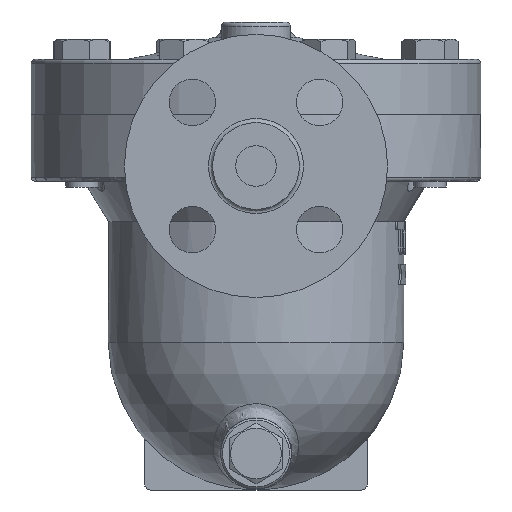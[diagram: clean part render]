
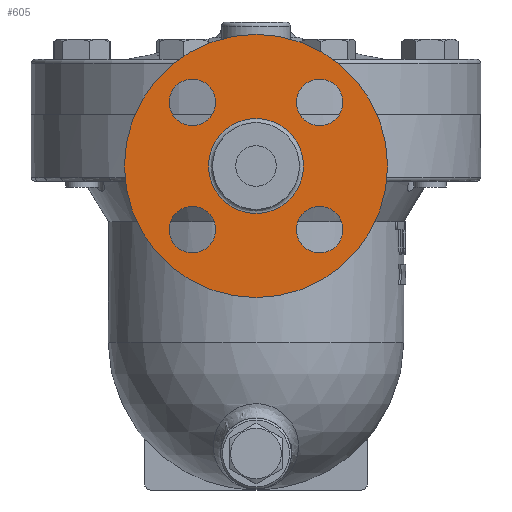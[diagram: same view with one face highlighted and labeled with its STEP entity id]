
A CAD part, left-side view. The second image highlights one B-rep face of the part: STEP entity #605.
In plain terms, the highlighted free-form (B-spline) face has degree [1, 1] with [2, 2] control points.
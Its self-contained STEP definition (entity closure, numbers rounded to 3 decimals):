
#280=CARTESIAN_POINT('',(-184.6,0.0,72.5));
#281=VERTEX_POINT('',#280);
#282=CARTESIAN_POINT('',(-184.6,0.0,7.5));
#283=DIRECTION('',(-1.0,0.0,0.0));
#284=DIRECTION('',(0.0,0.0,1.0));
#285=AXIS2_PLACEMENT_3D('',#282,#283,#284);
#286=CIRCLE('',#285,65.0);
#287=EDGE_CURVE('',#281,#281,#286,.T.);
#486=CARTESIAN_POINT('',(-184.6,0.0,30.95));
#487=VERTEX_POINT('',#486);
#488=CARTESIAN_POINT('',(-184.6,0.0,7.5));
#489=DIRECTION('',(-1.0,0.0,0.0));
#490=DIRECTION('',(0.0,0.0,-1.0));
#491=AXIS2_PLACEMENT_3D('',#488,#489,#490);
#492=CIRCLE('',#491,23.45);
#493=EDGE_CURVE('',#487,#487,#492,.T.);
#550=CARTESIAN_POINT('',(-184.6,65.0,72.5));
#551=CARTESIAN_POINT('',(-184.6,65.0,-57.5));
#552=CARTESIAN_POINT('',(-184.6,-65.0,72.5));
#553=CARTESIAN_POINT('',(-184.6,-65.0,-57.5));
#554=B_SPLINE_SURFACE_WITH_KNOTS('',1,1,((#550,#552),(#551,#553)),.UNSPECIFIED.,.F.,.F.,.U.,(2,2),(2,2),(0.0,130.),(0.0,130.0),.UNSPECIFIED.);
#555=ORIENTED_EDGE('',*,*,#287,.T.);
#556=EDGE_LOOP('',(#555));
#557=FACE_OUTER_BOUND('',#556,.T.);
#558=CARTESIAN_POINT('',(-184.6,31.431,27.431));
#559=VERTEX_POINT('',#558);
#560=CARTESIAN_POINT('',(-184.6,31.431,38.931));
#561=DIRECTION('',(1.0,0.0,0.0));
#562=DIRECTION('',(0.0,0.0,-1.0));
#563=AXIS2_PLACEMENT_3D('',#560,#561,#562);
#564=CIRCLE('',#563,11.5);
#565=EDGE_CURVE('',#559,#559,#564,.T.);
#566=ORIENTED_EDGE('',*,*,#565,.T.);
#567=EDGE_LOOP('',(#566));
#568=FACE_BOUND('',#567,.T.);
#569=CARTESIAN_POINT('',(-184.6,19.931,-23.931));
#570=VERTEX_POINT('',#569);
#571=CARTESIAN_POINT('',(-184.6,31.431,-23.931));
#572=DIRECTION('',(1.0,0.0,0.0));
#573=DIRECTION('',(0.0,-1.0,0.0));
#574=AXIS2_PLACEMENT_3D('',#571,#572,#573);
#575=CIRCLE('',#574,11.5);
#576=EDGE_CURVE('',#570,#570,#575,.T.);
#577=ORIENTED_EDGE('',*,*,#576,.T.);
#578=EDGE_LOOP('',(#577));
#579=FACE_BOUND('',#578,.T.);
#580=CARTESIAN_POINT('',(-184.6,-31.431,-12.431));
#581=VERTEX_POINT('',#580);
#582=CARTESIAN_POINT('',(-184.6,-31.431,-23.931));
#583=DIRECTION('',(1.0,0.0,0.0));
#584=DIRECTION('',(0.0,0.0,1.0));
#585=AXIS2_PLACEMENT_3D('',#582,#583,#584);
#586=CIRCLE('',#585,11.5);
#587=EDGE_CURVE('',#581,#581,#586,.T.);
#588=ORIENTED_EDGE('',*,*,#587,.T.);
#589=EDGE_LOOP('',(#588));
#590=FACE_BOUND('',#589,.T.);
#591=CARTESIAN_POINT('',(-184.6,-19.931,38.931));
#592=VERTEX_POINT('',#591);
#593=CARTESIAN_POINT('',(-184.6,-31.431,38.931));
#594=DIRECTION('',(1.0,0.0,0.0));
#595=DIRECTION('',(0.0,1.0,0.0));
#596=AXIS2_PLACEMENT_3D('',#593,#594,#595);
#597=CIRCLE('',#596,11.5);
#598=EDGE_CURVE('',#592,#592,#597,.T.);
#599=ORIENTED_EDGE('',*,*,#598,.T.);
#600=EDGE_LOOP('',(#599));
#601=FACE_BOUND('',#600,.T.);
#602=ORIENTED_EDGE('',*,*,#493,.F.);
#603=EDGE_LOOP('',(#602));
#604=FACE_BOUND('',#603,.T.);
#605=ADVANCED_FACE('',(#557,#568,#579,#590,#601,#604),#554,.T.);
